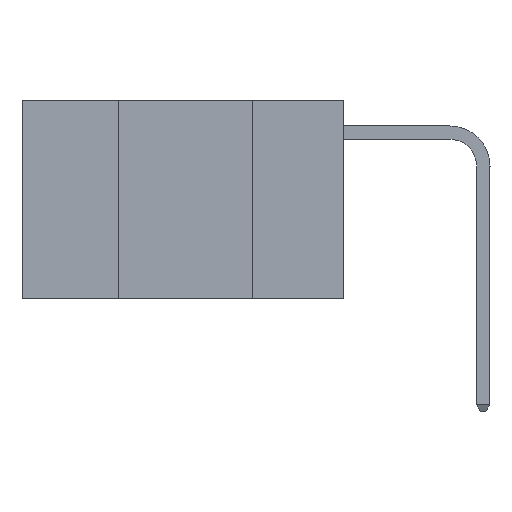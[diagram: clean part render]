
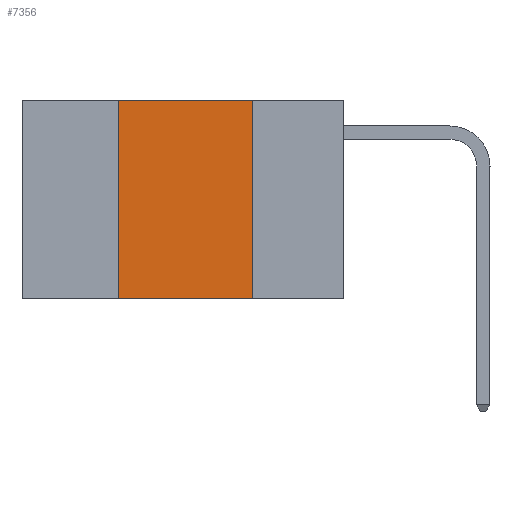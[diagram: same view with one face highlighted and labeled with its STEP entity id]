
A CAD part, left-side view. The second image highlights one B-rep face of the part: STEP entity #7356.
In plain terms, the highlighted planar face has unit normal (-1, 0, 0).
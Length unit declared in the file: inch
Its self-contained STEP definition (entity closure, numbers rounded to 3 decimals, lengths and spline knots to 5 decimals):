
#401 = ORIENTED_EDGE ( 'NONE', *, *, #528, .F. ) ;
#528 = EDGE_CURVE ( 'NONE', #1410, #1717, #5155, .T. ) ;
#626 = VECTOR ( 'NONE', #11375, 39.37008 ) ;
#804 = CARTESIAN_POINT ( 'NONE',  ( 0., 0.42, -0.37 ) ) ;
#980 = AXIS2_PLACEMENT_3D ( 'NONE', #10555, #12003, #3016 ) ;
#1240 = ORIENTED_EDGE ( 'NONE', *, *, #6118, .T. ) ;
#1410 = VERTEX_POINT ( 'NONE', #804 ) ;
#1418 = VECTOR ( 'NONE', #14759, 39.37008 ) ;
#1717 = VERTEX_POINT ( 'NONE', #7511 ) ;
#2477 = CARTESIAN_POINT ( 'NONE',  ( 0., 0.6, -0.37 ) ) ;
#3016 = DIRECTION ( 'NONE',  ( 0., 0., -1. ) ) ;
#3050 = CARTESIAN_POINT ( 'NONE',  ( 0., 0.17, 0. ) ) ;
#3959 = VECTOR ( 'NONE', #15916, 39.37008 ) ;
#4416 = CARTESIAN_POINT ( 'NONE',  ( 0., 0.17, -0.37 ) ) ;
#4886 = ORIENTED_EDGE ( 'NONE', *, *, #9135, .F. ) ;
#5155 = LINE ( 'NONE', #6519, #626 ) ;
#5471 = LINE ( 'NONE', #10367, #1418 ) ;
#6118 = EDGE_CURVE ( 'NONE', #1410, #10634, #12300, .T. ) ;
#6519 = CARTESIAN_POINT ( 'NONE',  ( 0., 0.42, 0. ) ) ;
#7356 = ADVANCED_FACE ( 'NONE', ( #11786 ), #17882, .F. ) ;
#7511 = CARTESIAN_POINT ( 'NONE',  ( 0., 0.42, 0. ) ) ;
#8403 = VECTOR ( 'NONE', #15828, 39.37008 ) ;
#9135 = EDGE_CURVE ( 'NONE', #1717, #15271, #5471, .T. ) ;
#10367 = CARTESIAN_POINT ( 'NONE',  ( 0., 0.6, 0. ) ) ;
#10475 = EDGE_CURVE ( 'NONE', #15271, #10634, #10566, .T. ) ;
#10555 = CARTESIAN_POINT ( 'NONE',  ( 0., 0.6, 0. ) ) ;
#10566 = LINE ( 'NONE', #14429, #3959 ) ;
#10634 = VERTEX_POINT ( 'NONE', #4416 ) ;
#11375 = DIRECTION ( 'NONE',  ( 0., 0., 1. ) ) ;
#11786 = FACE_OUTER_BOUND ( 'NONE', #11796, .T. ) ;
#11796 = EDGE_LOOP ( 'NONE', ( #16238, #4886, #401, #1240 ) ) ;
#12003 = DIRECTION ( 'NONE',  ( 1., 0., 0. ) ) ;
#12300 = LINE ( 'NONE', #2477, #8403 ) ;
#14429 = CARTESIAN_POINT ( 'NONE',  ( 0., 0.17, 0. ) ) ;
#14759 = DIRECTION ( 'NONE',  ( 0., -1., 0. ) ) ;
#15271 = VERTEX_POINT ( 'NONE', #3050 ) ;
#15828 = DIRECTION ( 'NONE',  ( 0., -1., 0. ) ) ;
#15916 = DIRECTION ( 'NONE',  ( 0., 0., -1. ) ) ;
#16238 = ORIENTED_EDGE ( 'NONE', *, *, #10475, .F. ) ;
#17882 = PLANE ( 'NONE',  #980 ) ;
